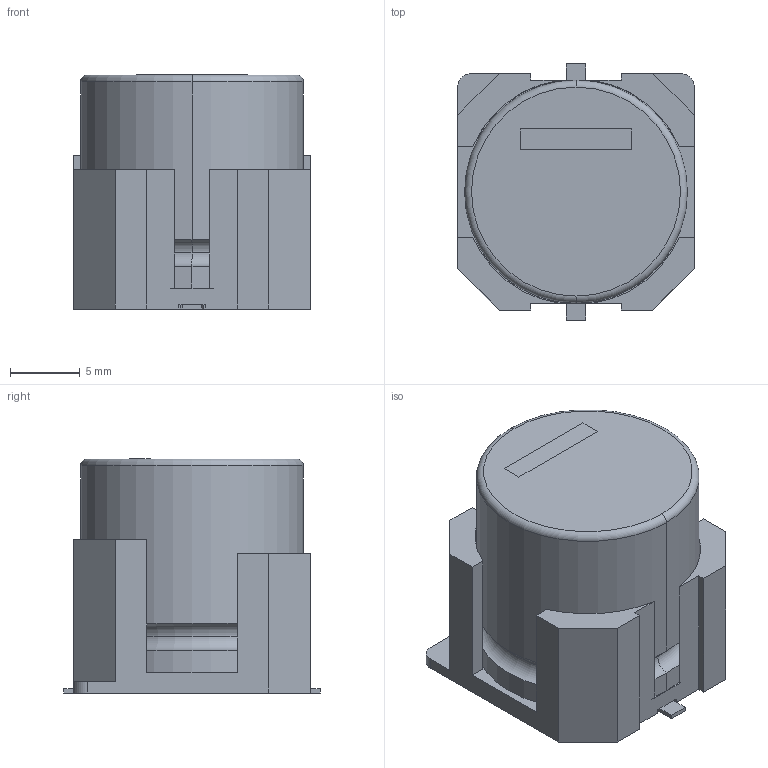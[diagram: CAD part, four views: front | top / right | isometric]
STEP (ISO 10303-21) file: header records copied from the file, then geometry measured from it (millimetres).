
FILE_DESCRIPTION(('FreeCAD Model'),'2;1');
FILE_NAME( 'Panasonic_AluCap_size_J16_Vibro.step' ,'2021-03-30T05:04:13',('kicad StepUp'),('ksu MCAD'), 'Open CASCADE STEP processor 7.3','FreeCAD','Unknown');
FILE_SCHEMA(('AUTOMOTIVE_DESIGN { 1 0 10303 214 1 1 1 1 }'));
Length unit declared in the file: millimetre
Products named in the file (1): Panasonic_AluCap_size_J16_Vibro
Bounding box: 17 x 18.4 x 16.8 mm (x, y, z)
Volume: 3864.9 mm3; surface area: 2218.8 mm2
Topology: 1 solids, 1 shells, 127 faces, 364 edges, 234 vertices
Faces by surface type: plane 91, cylinder 22, sphere 8, torus 6
Entity records: 5013 total; most frequent: CARTESIAN_POINT 722, ORIENTED_EDGE 720, DIRECTION 708, EDGE_CURVE 360, LINE 268, VECTOR 268, VERTEX_POINT 234, AXIS2_PLACEMENT_3D 220
